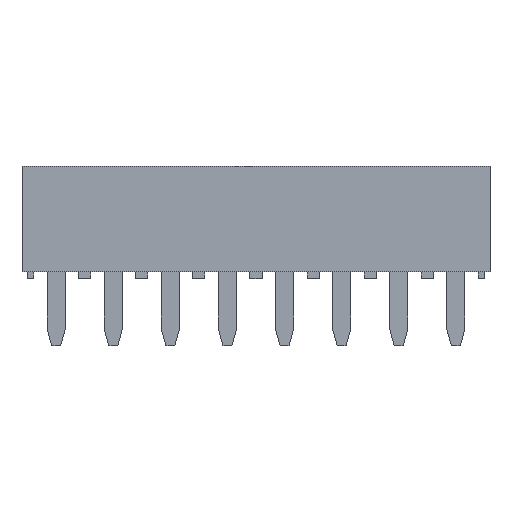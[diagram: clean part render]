
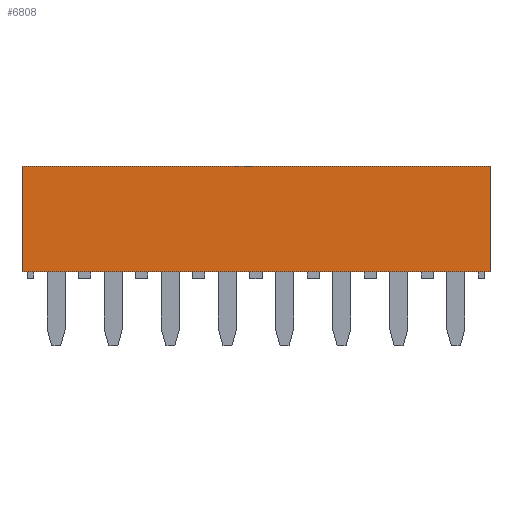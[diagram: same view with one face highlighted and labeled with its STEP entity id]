
A CAD part, top view. The second image highlights one B-rep face of the part: STEP entity #6808.
In plain terms, the highlighted planar face has unit normal (0, 0, 1).
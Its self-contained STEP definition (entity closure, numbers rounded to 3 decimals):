
#84=DIRECTION('',(0.,-1.,0.));
#85=VECTOR('',#84,4.7);
#86=CARTESIAN_POINT('',(-10.41,5.,1.25));
#87=LINE('',#86,#85);
#1085=DIRECTION('',(1.,0.,0.));
#1086=VECTOR('',#1085,20.82);
#1087=CARTESIAN_POINT('',(-10.41,0.3,1.25));
#1088=LINE('',#1087,#1086);
#1092=DIRECTION('',(1.,0.,0.));
#1093=VECTOR('',#1092,20.82);
#1094=CARTESIAN_POINT('',(-10.41,5.,1.25));
#1095=LINE('',#1094,#1093);
#1337=DIRECTION('',(0.,-1.,0.));
#1338=VECTOR('',#1337,4.7);
#1339=CARTESIAN_POINT('',(10.41,5.,1.25));
#1340=LINE('',#1339,#1338);
#5055=CARTESIAN_POINT('',(-10.41,5.,1.25));
#5057=VERTEX_POINT('',#5055);
#5059=CARTESIAN_POINT('',(10.41,5.,1.25));
#5061=VERTEX_POINT('',#5059);
#5254=CARTESIAN_POINT('',(-10.41,0.3,1.25));
#5255=CARTESIAN_POINT('',(10.41,0.3,1.25));
#5256=VERTEX_POINT('',#5254);
#5257=VERTEX_POINT('',#5255);
#6795=CARTESIAN_POINT('',(-10.41,5.,1.25));
#6796=DIRECTION('',(0.,0.,1.));
#6797=DIRECTION('',(0.,-1.,0.));
#6798=AXIS2_PLACEMENT_3D('',#6795,#6796,#6797);
#6799=PLANE('',#6798);
#6800=ORIENTED_EDGE('',*,*,#6004,.F.);
#6801=ORIENTED_EDGE('',*,*,#5993,.F.);
#6803=ORIENTED_EDGE('',*,*,#6802,.T.);
#6805=ORIENTED_EDGE('',*,*,#6804,.T.);
#6806=EDGE_LOOP('',(#6800,#6801,#6803,#6805));
#6807=FACE_OUTER_BOUND('',#6806,.F.);
#6808=ADVANCED_FACE('',(#6807),#6799,.T.);
#5993=EDGE_CURVE('',#5057,#5256,#87,.T.);
#6004=EDGE_CURVE('',#5256,#5257,#1088,.T.);
#6802=EDGE_CURVE('',#5057,#5061,#1095,.T.);
#6804=EDGE_CURVE('',#5061,#5257,#1340,.T.);
